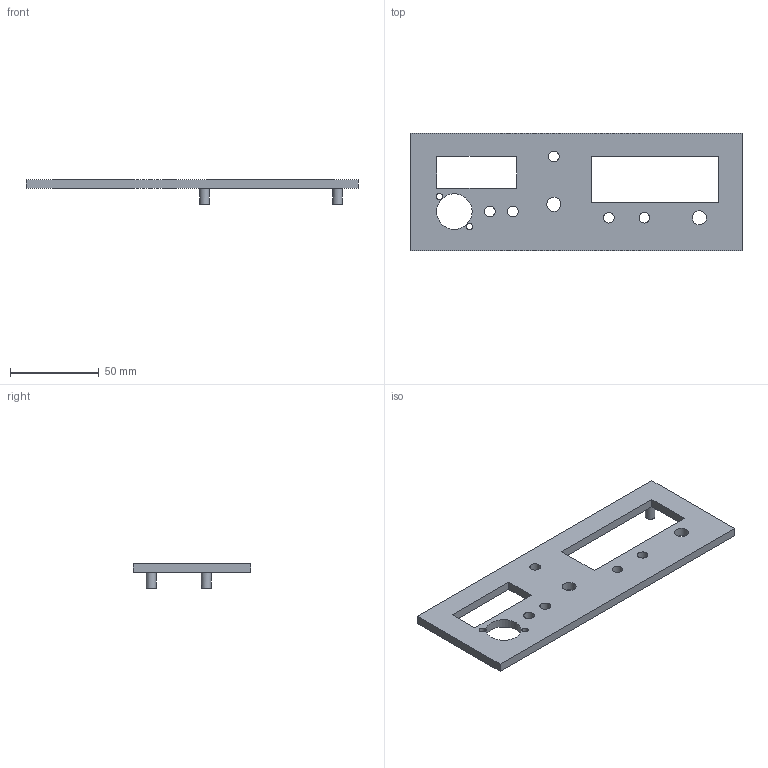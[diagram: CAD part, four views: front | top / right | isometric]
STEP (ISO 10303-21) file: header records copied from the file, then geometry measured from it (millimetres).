
FILE_DESCRIPTION(('FreeCAD Model'),'2;1');
FILE_NAME('Open CASCADE Shape Model','2024-08-25T17:12:01',('Author'),( ''),'Open CASCADE STEP processor 7.6','FreeCAD','Unknown');
FILE_SCHEMA(('AUTOMOTIVE_DESIGN { 1 0 10303 214 1 1 1 1 }'));
Length unit declared in the file: millimetre
Products named in the file (4): facade144V1; face avant; Colonne afficheur; Sketch
Assembly tree (3 placements, depth 2):
  facade144V1
    face avant
    Colonne afficheur
    Sketch
Bounding box: 187 x 66 x 14 mm (x, y, z)
Volume: 91525.5 mm3; surface area: 47817.2 mm2
Topology: 2 solids, 2 shells, 66 faces, 186 edges, 142 vertices
Faces by surface type: plane 38, cylinder 28
Full cylindrical faces by diameter (mm): 2.5 x4, 3.5 x4, 5.5 x4, 6 x10, 8 x4, 20 x2
Entity records: 2452 total; most frequent: CARTESIAN_POINT 408, DIRECTION 396, ORIENTED_EDGE 328, EDGE_CURVE 164, AXIS2_PLACEMENT_3D 140, FACE_BOUND 120, EDGE_LOOP 120, LINE 116
